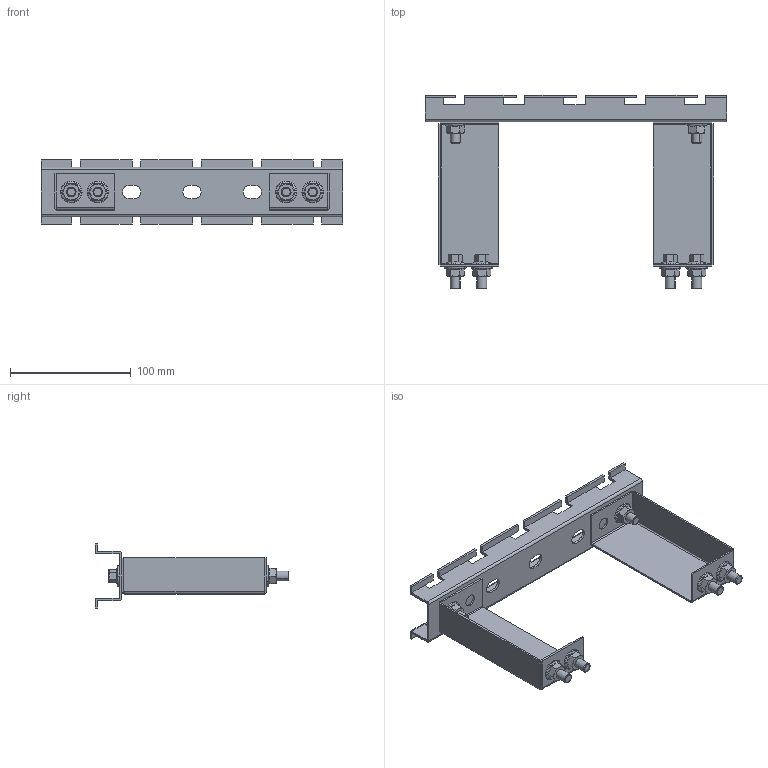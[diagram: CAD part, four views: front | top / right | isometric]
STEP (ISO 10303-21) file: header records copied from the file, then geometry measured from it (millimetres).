
FILE_DESCRIPTION (( 'STEP AP214' ), '1' );
FILE_NAME ('LC-EFS200_3D.step', '2023-05-09T16:28:46', ( '' ), ( '' ), 'SwSTEP 2.0', 'SolidWorks 2022', '' );
FILE_SCHEMA (( 'AUTOMOTIVE_DESIGN' ));
Length unit declared in the file: millimetre
Products named in the file (5): PJ-EFS-H120; LC-EFS200_3D; PJ-BR00_200 [8"]; hex flange nut gradea_iso_ISO - 4161 - M8 - N; hex flange bolt small_iso_ISO 4162 - M8 x 20 x 20-N
Assembly tree (15 placements, depth 2):
  LC-EFS200_3D
    PJ-BR00_200 [8"]
    PJ-EFS-H120  x2
    hex flange bolt small_iso_ISO 4162 - M8 x 20 x 20-N  x6
    hex flange nut gradea_iso_ISO - 4161 - M8 - N  x6
Bounding box: 250 x 160.5 x 53 mm (x, y, z)
Volume: 93336.9 mm3; surface area: 104422.1 mm2
Topology: 15 solids, 15 shells, 584 faces, 1360 edges, 812 vertices
Faces by surface type: plane 246, cone 132, cylinder 102, bspline 80, torus 24
Entity records: 8146 total; most frequent: CARTESIAN_POINT 2117, ORIENTED_EDGE 1232, DIRECTION 1166, EDGE_CURVE 616, LINE 408, VECTOR 408, VERTEX_POINT 384, AXIS2_PLACEMENT_3D 379
